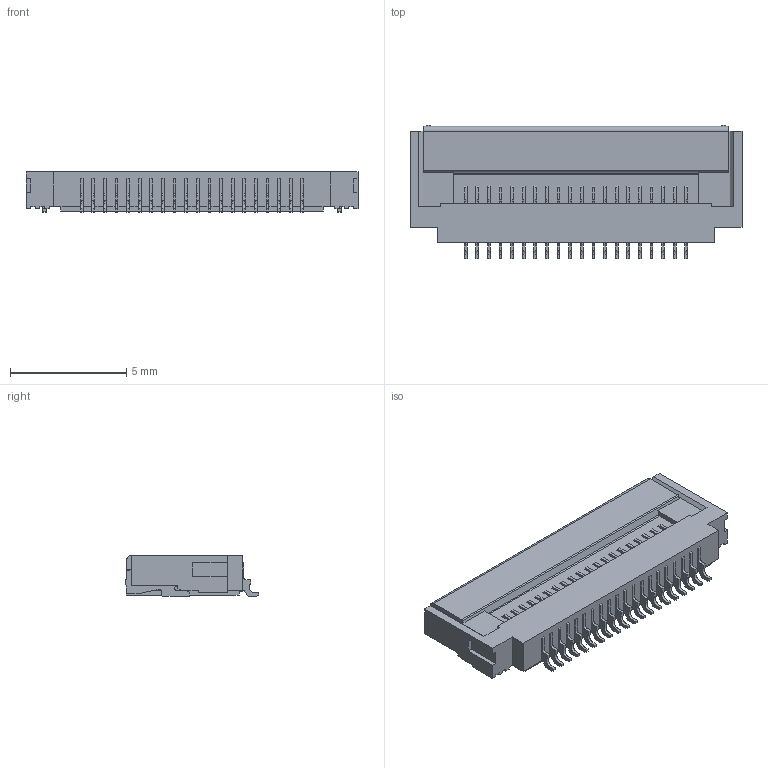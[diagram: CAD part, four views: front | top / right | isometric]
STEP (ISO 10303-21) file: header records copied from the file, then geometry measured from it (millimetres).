
FILE_DESCRIPTION(('Creo Elements/Direct Modeling STEP Export'),'2;1');
FILE_NAME('TF31-20S-0.5SH.stp','2017-11-27T14:26:03',(''),(''),'PTC Creo Elements/Direct Modeling STEP processor for AP214 (Solid Model)','PTC Creo Elements/Direct Modeling 19.0C 15-Aug-2015 (C) Parametric Technology GmbH','');
FILE_SCHEMA(('AUTOMOTIVE_DESIGN { 1 0 10303 214 1 1 1 1 }'));
Length unit declared in the file: millimetre
Products named in the file (3): TF31-20S-0_5SH_PRT-215090.PRT; TF31-20S-0_5SH_PRT-215420.ASM; TF31-20S-0_5SH.stp
Assembly tree (2 placements, depth 3):
  TF31-20S-0_5SH.stp
    TF31-20S-0_5SH_PRT-215420.ASM
      TF31-20S-0_5SH_PRT-215090.PRT
Bounding box: 14.3 x 5.75 x 1.75 mm (x, y, z)
Volume: 88.7 mm3; surface area: 335.4 mm2
Topology: 1 solids, 1 shells, 646 faces, 1930 edges, 1286 vertices
Faces by surface type: plane 526, cylinder 120
Entity records: 21566 total; most frequent: CARTESIAN_POINT 3865, ORIENTED_EDGE 3860, DIRECTION 3468, EDGE_CURVE 1930, VECTOR 1690, LINE 1690, VERTEX_POINT 1286, AXIS2_PLACEMENT_3D 889
